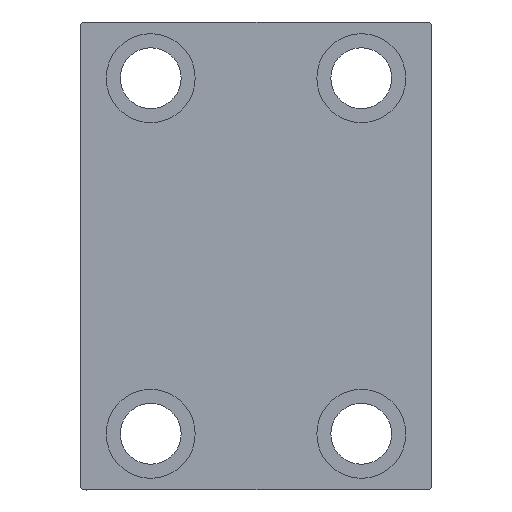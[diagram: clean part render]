
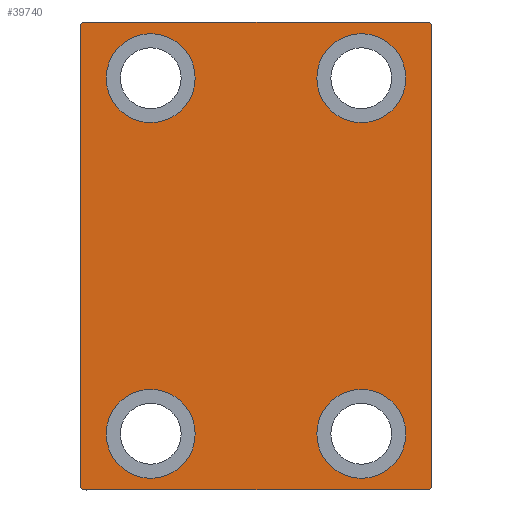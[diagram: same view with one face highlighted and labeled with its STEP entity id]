
A CAD part, left-side view. The second image highlights one B-rep face of the part: STEP entity #39740.
In plain terms, the highlighted face is planar.
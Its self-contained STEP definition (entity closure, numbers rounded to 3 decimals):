
#202 = CARTESIAN_POINT ( 'NONE',  ( 123., -22.5, -38. ) ) ;
#803 = FACE_BOUND ( 'NONE', #38275, .T. ) ;
#1384 = CARTESIAN_POINT ( 'NONE',  ( 123., 22.5, 38. ) ) ;
#1706 = ORIENTED_EDGE ( 'NONE', *, *, #27342, .T. ) ;
#2204 = DIRECTION ( 'NONE',  ( -1., 0., 0. ) ) ;
#2308 = CARTESIAN_POINT ( 'NONE',  ( 123., -43.5, 43.5 ) ) ;
#2493 = CARTESIAN_POINT ( 'NONE',  ( 123., -37., -50. ) ) ;
#2842 = ORIENTED_EDGE ( 'NONE', *, *, #19000, .T. ) ;
#4117 = EDGE_LOOP ( 'NONE', ( #35639, #20706, #1706, #39602, #45193, #34176, #2842, #18002 ) ) ;
#4159 = VERTEX_POINT ( 'NONE', #16642 ) ;
#4174 = FACE_BOUND ( 'NONE', #46476, .T. ) ;
#4588 = ORIENTED_EDGE ( 'NONE', *, *, #12492, .T. ) ;
#4658 = DIRECTION ( 'NONE',  ( 1., 0., 0. ) ) ;
#4673 = EDGE_CURVE ( 'NONE', #21909, #23202, #27478, .T. ) ;
#4769 = VECTOR ( 'NONE', #24210, 1000. ) ;
#6314 = VERTEX_POINT ( 'NONE', #32921 ) ;
#6618 = CARTESIAN_POINT ( 'NONE',  ( 123., 22.5, -38. ) ) ;
#7002 = AXIS2_PLACEMENT_3D ( 'NONE', #202, #22313, #17998 ) ;
#8047 = EDGE_CURVE ( 'NONE', #6314, #16654, #14558, .T. ) ;
#8161 = DIRECTION ( 'NONE',  ( 0., 1., 0. ) ) ;
#8310 = AXIS2_PLACEMENT_3D ( 'NONE', #1384, #8851, #45630 ) ;
#8851 = DIRECTION ( 'NONE',  ( -1., 0., 0. ) ) ;
#9414 = EDGE_LOOP ( 'NONE', ( #36582, #25214 ) ) ;
#9777 = CIRCLE ( 'NONE', #33577, 9.5 ) ;
#9869 = DIRECTION ( 'NONE',  ( 0., 0., 1. ) ) ;
#9908 = CARTESIAN_POINT ( 'NONE',  ( 123., -37.5, 49.5 ) ) ;
#9911 = DIRECTION ( 'NONE',  ( 0., 0., 1. ) ) ;
#10453 = DIRECTION ( 'NONE',  ( -1., 0., 0. ) ) ;
#10813 = VERTEX_POINT ( 'NONE', #38053 ) ;
#11001 = VERTEX_POINT ( 'NONE', #9908 ) ;
#11165 = DIRECTION ( 'NONE',  ( 0., 0., 1. ) ) ;
#11288 = LINE ( 'NONE', #45178, #12451 ) ;
#11608 = CIRCLE ( 'NONE', #7002, 9.5 ) ;
#11921 = LINE ( 'NONE', #30189, #21160 ) ;
#12195 = CARTESIAN_POINT ( 'NONE',  ( 123., 22.5, 28.5 ) ) ;
#12451 = VECTOR ( 'NONE', #8161, 1000. ) ;
#12492 = EDGE_CURVE ( 'NONE', #38983, #35978, #11608, .T. ) ;
#12513 = DIRECTION ( 'NONE',  ( 0., 0., 1. ) ) ;
#13403 = LINE ( 'NONE', #28056, #4769 ) ;
#13629 = VERTEX_POINT ( 'NONE', #36292 ) ;
#13848 = DIRECTION ( 'NONE',  ( 0., -0.707, -0.707 ) ) ;
#14558 = CIRCLE ( 'NONE', #22197, 9.5 ) ;
#15058 = EDGE_CURVE ( 'NONE', #41889, #20883, #31134, .T. ) ;
#15378 = VERTEX_POINT ( 'NONE', #37617 ) ;
#16373 = CARTESIAN_POINT ( 'NONE',  ( 123., -22.5, -47.5 ) ) ;
#16642 = CARTESIAN_POINT ( 'NONE',  ( 123., 37.5, -49.5 ) ) ;
#16654 = VERTEX_POINT ( 'NONE', #22832 ) ;
#17675 = AXIS2_PLACEMENT_3D ( 'NONE', #33424, #27155, #41591 ) ;
#17836 = VECTOR ( 'NONE', #46477, 1000. ) ;
#17956 = EDGE_CURVE ( 'NONE', #10813, #15378, #13403, .T. ) ;
#17998 = DIRECTION ( 'NONE',  ( 0., 0., 1. ) ) ;
#18002 = ORIENTED_EDGE ( 'NONE', *, *, #24474, .T. ) ;
#18447 = CARTESIAN_POINT ( 'NONE',  ( 123., 22.5, -28.5 ) ) ;
#18674 = EDGE_CURVE ( 'NONE', #23202, #21909, #26291, .T. ) ;
#19000 = EDGE_CURVE ( 'NONE', #4159, #43058, #27713, .T. ) ;
#19357 = EDGE_CURVE ( 'NONE', #20883, #13629, #11288, .T. ) ;
#19753 = DIRECTION ( 'NONE',  ( -1., 0., 0. ) ) ;
#19819 = AXIS2_PLACEMENT_3D ( 'NONE', #38279, #19753, #23132 ) ;
#19923 = VECTOR ( 'NONE', #22590, 1000. ) ;
#20119 = AXIS2_PLACEMENT_3D ( 'NONE', #27883, #41608, #12513 ) ;
#20706 = ORIENTED_EDGE ( 'NONE', *, *, #44807, .T. ) ;
#20730 = CIRCLE ( 'NONE', #47604, 9.5 ) ;
#20883 = VERTEX_POINT ( 'NONE', #2493 ) ;
#20950 = ORIENTED_EDGE ( 'NONE', *, *, #42612, .T. ) ;
#21152 = DIRECTION ( 'NONE',  ( -1., 0., 0. ) ) ;
#21160 = VECTOR ( 'NONE', #26581, 1000. ) ;
#21909 = VERTEX_POINT ( 'NONE', #45946 ) ;
#22084 = EDGE_LOOP ( 'NONE', ( #20950, #40372 ) ) ;
#22197 = AXIS2_PLACEMENT_3D ( 'NONE', #28136, #21152, #9869 ) ;
#22313 = DIRECTION ( 'NONE',  ( -1., 0., 0. ) ) ;
#22590 = DIRECTION ( 'NONE',  ( 0., 0.707, 0.707 ) ) ;
#22832 = CARTESIAN_POINT ( 'NONE',  ( 123., -22.5, 28.5 ) ) ;
#23132 = DIRECTION ( 'NONE',  ( 0., 0., 1. ) ) ;
#23202 = VERTEX_POINT ( 'NONE', #12195 ) ;
#23319 = CARTESIAN_POINT ( 'NONE',  ( 123., 43.5, 43.5 ) ) ;
#23677 = DIRECTION ( 'NONE',  ( 0., 0.707, -0.707 ) ) ;
#24210 = DIRECTION ( 'NONE',  ( 0., -1., 0. ) ) ;
#24260 = CARTESIAN_POINT ( 'NONE',  ( 123., 22.5, -47.5 ) ) ;
#24474 = EDGE_CURVE ( 'NONE', #43058, #10813, #38008, .T. ) ;
#25128 = LINE ( 'NONE', #2308, #40777 ) ;
#25214 = ORIENTED_EDGE ( 'NONE', *, *, #4673, .T. ) ;
#25813 = PLANE ( 'NONE',  #30645 ) ;
#26291 = CIRCLE ( 'NONE', #20119, 9.5 ) ;
#26581 = DIRECTION ( 'NONE',  ( 0., 0., -1. ) ) ;
#26702 = VERTEX_POINT ( 'NONE', #24260 ) ;
#26977 = ORIENTED_EDGE ( 'NONE', *, *, #41747, .T. ) ;
#27155 = DIRECTION ( 'NONE',  ( -1., 0., 0. ) ) ;
#27342 = EDGE_CURVE ( 'NONE', #11001, #41889, #11921, .T. ) ;
#27478 = CIRCLE ( 'NONE', #8310, 9.5 ) ;
#27713 = LINE ( 'NONE', #46709, #17836 ) ;
#27790 = VECTOR ( 'NONE', #23677, 1000. ) ;
#27883 = CARTESIAN_POINT ( 'NONE',  ( 123., 22.5, 38. ) ) ;
#28056 = CARTESIAN_POINT ( 'NONE',  ( 123., 37.5, 50. ) ) ;
#28136 = CARTESIAN_POINT ( 'NONE',  ( 123., -22.5, 38. ) ) ;
#29892 = FACE_BOUND ( 'NONE', #22084, .T. ) ;
#30189 = CARTESIAN_POINT ( 'NONE',  ( 123., -37.5, 50. ) ) ;
#30645 = AXIS2_PLACEMENT_3D ( 'NONE', #39596, #4658, #41190 ) ;
#30776 = DIRECTION ( 'NONE',  ( 0., -0.707, 0.707 ) ) ;
#31134 = LINE ( 'NONE', #33395, #27790 ) ;
#32346 = EDGE_CURVE ( 'NONE', #45492, #26702, #9777, .T. ) ;
#32878 = CIRCLE ( 'NONE', #19819, 9.5 ) ;
#32921 = CARTESIAN_POINT ( 'NONE',  ( 123., -22.5, 47.5 ) ) ;
#33395 = CARTESIAN_POINT ( 'NONE',  ( 123., -43.5, -43.5 ) ) ;
#33424 = CARTESIAN_POINT ( 'NONE',  ( 123., -22.5, -38. ) ) ;
#33577 = AXIS2_PLACEMENT_3D ( 'NONE', #6618, #10453, #11165 ) ;
#33655 = ORIENTED_EDGE ( 'NONE', *, *, #38006, .T. ) ;
#34176 = ORIENTED_EDGE ( 'NONE', *, *, #40821, .T. ) ;
#34351 = CARTESIAN_POINT ( 'NONE',  ( 123., 43.5, -43.5 ) ) ;
#35145 = CARTESIAN_POINT ( 'NONE',  ( 123., 22.5, -38. ) ) ;
#35639 = ORIENTED_EDGE ( 'NONE', *, *, #17956, .T. ) ;
#35978 = VERTEX_POINT ( 'NONE', #16373 ) ;
#36292 = CARTESIAN_POINT ( 'NONE',  ( 123., 37., -50. ) ) ;
#36582 = ORIENTED_EDGE ( 'NONE', *, *, #18674, .T. ) ;
#36892 = FACE_BOUND ( 'NONE', #9414, .T. ) ;
#37617 = CARTESIAN_POINT ( 'NONE',  ( 123., -37., 50. ) ) ;
#37825 = CARTESIAN_POINT ( 'NONE',  ( 123., -22.5, -28.5 ) ) ;
#38006 = EDGE_CURVE ( 'NONE', #16654, #6314, #32878, .T. ) ;
#38008 = LINE ( 'NONE', #23319, #40254 ) ;
#38053 = CARTESIAN_POINT ( 'NONE',  ( 123., 37., 50. ) ) ;
#38275 = EDGE_LOOP ( 'NONE', ( #26977, #4588 ) ) ;
#38279 = CARTESIAN_POINT ( 'NONE',  ( 123., -22.5, 38. ) ) ;
#38983 = VERTEX_POINT ( 'NONE', #37825 ) ;
#39596 = CARTESIAN_POINT ( 'NONE',  ( 123., 0., 0. ) ) ;
#39602 = ORIENTED_EDGE ( 'NONE', *, *, #15058, .T. ) ;
#39740 = ADVANCED_FACE ( 'NONE', ( #803, #4174, #36892, #29892, #44334 ), #25813, .T. ) ;
#40254 = VECTOR ( 'NONE', #30776, 1000. ) ;
#40372 = ORIENTED_EDGE ( 'NONE', *, *, #32346, .T. ) ;
#40777 = VECTOR ( 'NONE', #13848, 1000. ) ;
#40821 = EDGE_CURVE ( 'NONE', #13629, #4159, #44723, .T. ) ;
#41190 = DIRECTION ( 'NONE',  ( 0., 0., -1. ) ) ;
#41591 = DIRECTION ( 'NONE',  ( 0., 0., 1. ) ) ;
#41608 = DIRECTION ( 'NONE',  ( -1., 0., 0. ) ) ;
#41747 = EDGE_CURVE ( 'NONE', #35978, #38983, #45311, .T. ) ;
#41889 = VERTEX_POINT ( 'NONE', #42055 ) ;
#41984 = CARTESIAN_POINT ( 'NONE',  ( 123., 37.5, 49.5 ) ) ;
#42055 = CARTESIAN_POINT ( 'NONE',  ( 123., -37.5, -49.5 ) ) ;
#42612 = EDGE_CURVE ( 'NONE', #26702, #45492, #20730, .T. ) ;
#43058 = VERTEX_POINT ( 'NONE', #41984 ) ;
#44056 = ORIENTED_EDGE ( 'NONE', *, *, #8047, .T. ) ;
#44334 = FACE_OUTER_BOUND ( 'NONE', #4117, .T. ) ;
#44723 = LINE ( 'NONE', #34351, #19923 ) ;
#44807 = EDGE_CURVE ( 'NONE', #15378, #11001, #25128, .T. ) ;
#45178 = CARTESIAN_POINT ( 'NONE',  ( 123., -37.5, -50. ) ) ;
#45193 = ORIENTED_EDGE ( 'NONE', *, *, #19357, .T. ) ;
#45311 = CIRCLE ( 'NONE', #17675, 9.5 ) ;
#45492 = VERTEX_POINT ( 'NONE', #18447 ) ;
#45630 = DIRECTION ( 'NONE',  ( 0., 0., 1. ) ) ;
#45946 = CARTESIAN_POINT ( 'NONE',  ( 123., 22.5, 47.5 ) ) ;
#46476 = EDGE_LOOP ( 'NONE', ( #33655, #44056 ) ) ;
#46477 = DIRECTION ( 'NONE',  ( 0., 0., 1. ) ) ;
#46709 = CARTESIAN_POINT ( 'NONE',  ( 123., 37.5, -50. ) ) ;
#47604 = AXIS2_PLACEMENT_3D ( 'NONE', #35145, #2204, #9911 ) ;
